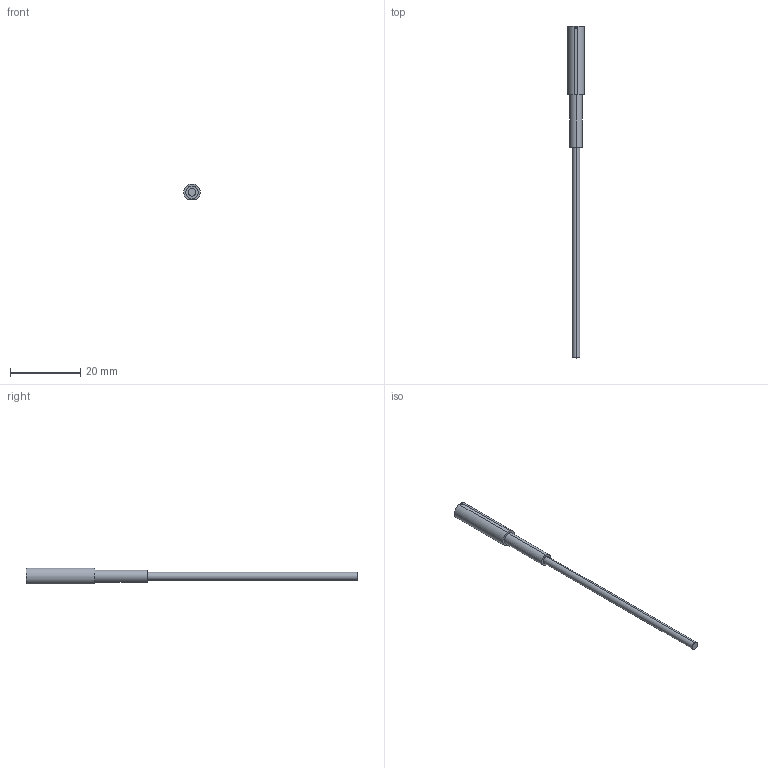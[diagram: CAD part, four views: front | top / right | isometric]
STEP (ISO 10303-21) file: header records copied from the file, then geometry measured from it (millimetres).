
FILE_DESCRIPTION (( 'STEP AP203' ), '1' );
FILE_NAME ('ftw2-475d-10-ok.STEP-203.STEP', '2013-06-14T00:48:10', ( 'name' ), ( 'org' ), 'SwSTEP 2.0', 'SolidWorks 2007', '' );
FILE_SCHEMA (( 'CONFIG_CONTROL_DESIGN' ));
Length unit declared in the file: millimetre
Products named in the file (1): ftw2-475d-10-ok.STEP-203
Bounding box: 4.75 x 94.56 x 4.46 mm (x, y, z)
Volume: 708.6 mm3; surface area: 913.1 mm2
Topology: 1 solids, 1 shells, 21 faces, 48 edges, 32 vertices
Faces by surface type: cylinder 11, plane 10
Entity records: 686 total; most frequent: CARTESIAN_POINT 112, DIRECTION 111, ORIENTED_EDGE 96, EDGE_CURVE 48, AXIS2_PLACEMENT_3D 43, VERTEX_POINT 32, VECTOR 25, LINE 25
